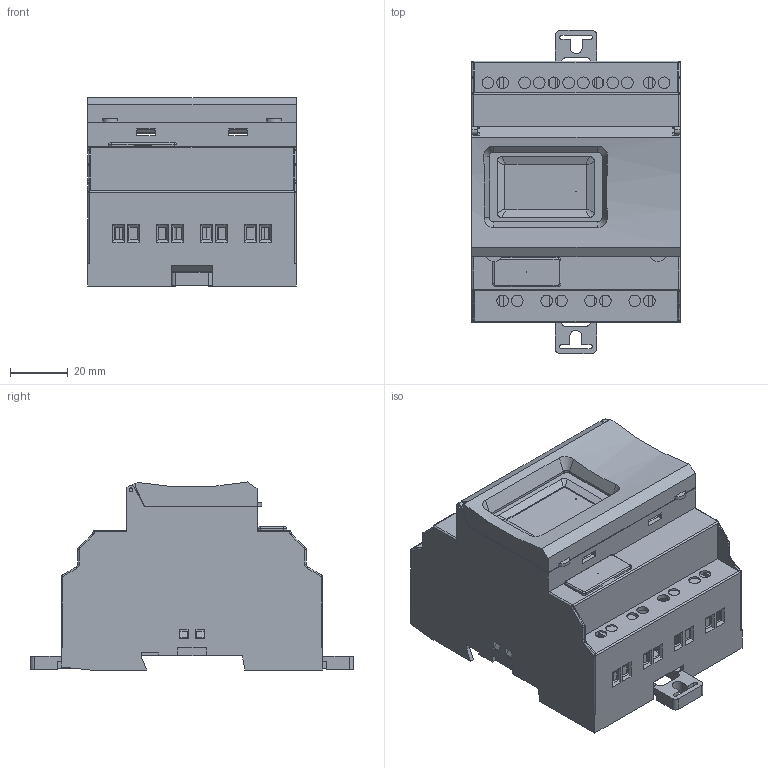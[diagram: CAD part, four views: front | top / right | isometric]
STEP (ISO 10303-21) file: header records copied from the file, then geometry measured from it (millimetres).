
FILE_DESCRIPTION(/* description */ ('Unknown'),/* implementation_level */ '2;1');
FILE_NAME(/* name */ 'G9ADT11B',/* time_stamp */ '2024-10-01T14:37:24+05:00',/* author */ ('Unknown'),/* organization */ ('Unknown'),/* preprocessor_version */ 'ST-DEVELOPER v18.104',/* originating_system */ 'Solid Edge',/* authorisation */ 'Unknown');
FILE_SCHEMA (('AUTOMOTIVE_DESIGN {1 0 10303 214 3 1 1}'));
Length unit declared in the file: millimetre
Products named in the file (1): G9ADT11B
Bounding box: 72 x 111.8 x 65.08 mm (x, y, z)
Volume: 252695.8 mm3; surface area: 83389.5 mm2
Topology: 2 solids, 5 shells, 1224 faces, 3521 edges, 2269 vertices
Faces by surface type: plane 978, cylinder 194, torus 23, cone 15, sphere 10, bspline 4
Full cylindrical faces by diameter (mm): 0.1 x2, 1.2 x2, 1.3 x2, 1.9 x2, 2 x2, 4 x20, 4.8 x8, 6.8 x8
Entity records: 48191 total; most frequent: CARTESIAN_POINT 7292, ORIENTED_EDGE 6860, DIRECTION 6283, EDGE_CURVE 3430, LINE 2893, VECTOR 2893, VERTEX_POINT 2240, AXIS2_PLACEMENT_3D 1695
